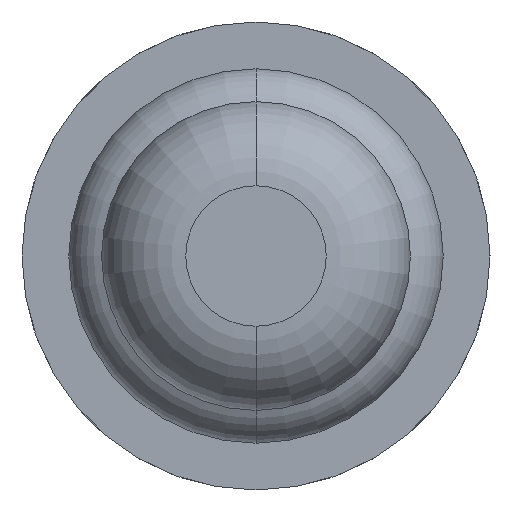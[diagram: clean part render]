
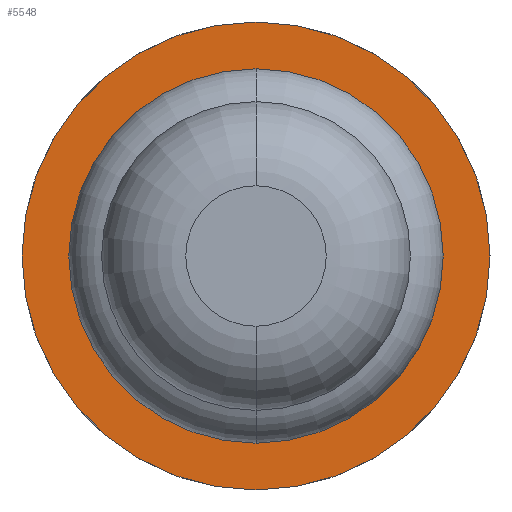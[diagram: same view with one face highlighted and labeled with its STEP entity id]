
A CAD part, front view. The second image highlights one B-rep face of the part: STEP entity #5548.
In plain terms, the highlighted planar face has unit normal (0, -1, 0).
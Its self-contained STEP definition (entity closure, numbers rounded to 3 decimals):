
#48 = FACE_BOUND ( 'NONE', #660, .T. ) ;
#108 = VERTEX_POINT ( 'NONE', #457 ) ;
#252 = CARTESIAN_POINT ( 'NONE',  ( 0., 5., -0.64 ) ) ;
#278 = DIRECTION ( 'NONE',  ( 0., 1., 0. ) ) ;
#295 = DIRECTION ( 'NONE',  ( -1., 0., 0. ) ) ;
#412 = AXIS2_PLACEMENT_3D ( 'NONE', #5357, #1838, #4025 ) ;
#457 = CARTESIAN_POINT ( 'NONE',  ( 0., 5., 0.64 ) ) ;
#458 = DIRECTION ( 'NONE',  ( -1., 0., 0. ) ) ;
#623 = CARTESIAN_POINT ( 'NONE',  ( -1.25, 5., 0. ) ) ;
#660 = EDGE_LOOP ( 'NONE', ( #4385, #5615 ) ) ;
#707 = AXIS2_PLACEMENT_3D ( 'NONE', #1739, #2637, #458 ) ;
#1196 = CIRCLE ( 'NONE', #707, 1.25 ) ;
#1293 = DIRECTION ( 'NONE',  ( -1., 0., 0. ) ) ;
#1672 = CIRCLE ( 'NONE', #2373, 1.25 ) ;
#1739 = CARTESIAN_POINT ( 'NONE',  ( 0., 5., 0. ) ) ;
#1838 = DIRECTION ( 'NONE',  ( 0., 1., 0. ) ) ;
#1853 = VERTEX_POINT ( 'NONE', #3622 ) ;
#2158 = DIRECTION ( 'NONE',  ( 0., 1., 0. ) ) ;
#2180 = DIRECTION ( 'NONE',  ( 0., 0., 1. ) ) ;
#2210 = VERTEX_POINT ( 'NONE', #252 ) ;
#2274 = EDGE_LOOP ( 'NONE', ( #5426, #2688 ) ) ;
#2373 = AXIS2_PLACEMENT_3D ( 'NONE', #4336, #2158, #1293 ) ;
#2437 = PLANE ( 'NONE',  #4386 ) ;
#2637 = DIRECTION ( 'NONE',  ( 0., 1., 0. ) ) ;
#2681 = EDGE_CURVE ( 'Defeature ausgef�hrt1_59+Defeature ausgef�hrt1_60+Defeature ausgef�hrt1_60+Defeature ausgef�hrt1_60', #2941, #1853, #1672, .T. ) ;
#2688 = ORIENTED_EDGE ( 'NONE', *, *, #3087, .F. ) ;
#2838 = CIRCLE ( 'NONE', #412, 0.64 ) ;
#2941 = VERTEX_POINT ( 'NONE', #623 ) ;
#3087 = EDGE_CURVE ( 'Defeature ausgef�hrt1_59+Defeature ausgef�hrt1_60+Defeature ausgef�hrt1_60+Defeature ausgef�hrt1_60', #1853, #2941, #1196, .T. ) ;
#3622 = CARTESIAN_POINT ( 'NONE',  ( 1.25, 5., 0. ) ) ;
#4025 = DIRECTION ( 'NONE',  ( 0., 0., 1. ) ) ;
#4269 = FACE_OUTER_BOUND ( 'NONE', #2274, .T. ) ;
#4336 = CARTESIAN_POINT ( 'NONE',  ( 0., 5., 0. ) ) ;
#4385 = ORIENTED_EDGE ( 'NONE', *, *, #4488, .T. ) ;
#4386 = AXIS2_PLACEMENT_3D ( 'NONE', #5517, #278, #295 ) ;
#4488 = EDGE_CURVE ( 'Defeature ausgef�hrt1_60+Defeature ausgef�hrt1_10+Defeature ausgef�hrt1_10+Defeature ausgef�hrt1_10', #108, #2210, #5449, .T. ) ;
#4505 = AXIS2_PLACEMENT_3D ( 'NONE', #5279, #5221, #2180 ) ;
#5052 = EDGE_CURVE ( 'Defeature ausgef�hrt1_60+Defeature ausgef�hrt1_10+Defeature ausgef�hrt1_10+Defeature ausgef�hrt1_10', #2210, #108, #2838, .T. ) ;
#5221 = DIRECTION ( 'NONE',  ( 0., 1., 0. ) ) ;
#5279 = CARTESIAN_POINT ( 'NONE',  ( 0., 5., 0. ) ) ;
#5357 = CARTESIAN_POINT ( 'NONE',  ( 0., 5., 0. ) ) ;
#5426 = ORIENTED_EDGE ( 'NONE', *, *, #2681, .F. ) ;
#5449 = CIRCLE ( 'NONE', #4505, 0.64 ) ;
#5517 = CARTESIAN_POINT ( 'NONE',  ( 1.25, 5., 0. ) ) ;
#5548 = ADVANCED_FACE ( 'Defeature ausgef�hrt1_60', ( #4269, #48 ), #2437, .F. ) ;
#5615 = ORIENTED_EDGE ( 'NONE', *, *, #5052, .T. ) ;
